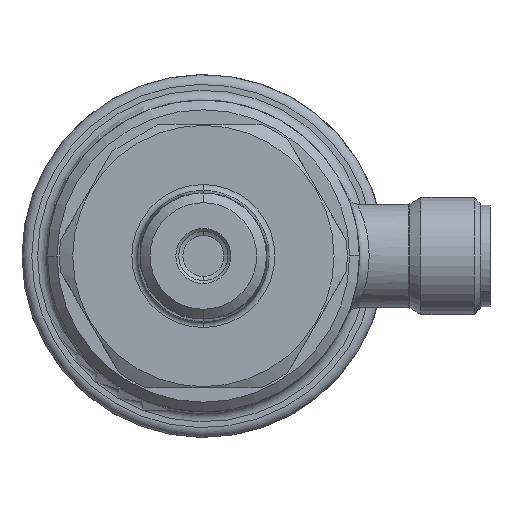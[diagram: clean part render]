
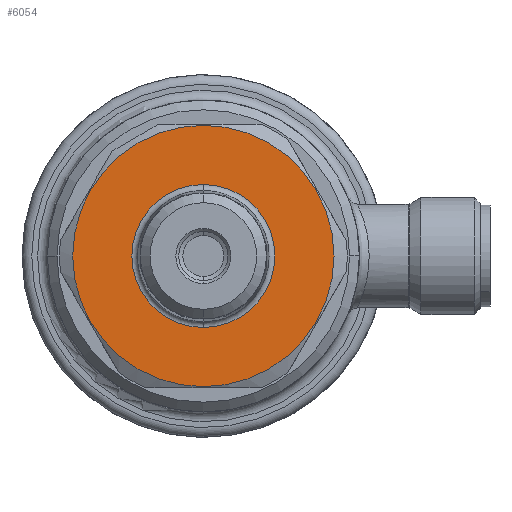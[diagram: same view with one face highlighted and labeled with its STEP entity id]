
A CAD part, front view. The second image highlights one B-rep face of the part: STEP entity #6054.
In plain terms, the highlighted face is planar.
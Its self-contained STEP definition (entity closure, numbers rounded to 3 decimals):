
#74 = VERTEX_POINT ( 'NONE', #5086 ) ;
#142 = CARTESIAN_POINT ( 'NONE',  ( 33.5, 0., -13.4 ) ) ;
#403 = DIRECTION ( 'NONE',  ( 0., 0., 1. ) ) ;
#534 = AXIS2_PLACEMENT_3D ( 'NONE', #7646, #5857, #2120 ) ;
#855 = EDGE_CURVE ( 'NONE', #2282, #6445, #6591, .T. ) ;
#1100 = DIRECTION ( 'NONE',  ( 0., 0., 1. ) ) ;
#1127 = CARTESIAN_POINT ( 'NONE',  ( 33.5, 0., 0. ) ) ;
#1332 = CARTESIAN_POINT ( 'NONE',  ( 33.5, 0., 0. ) ) ;
#1443 = PLANE ( 'NONE',  #534 ) ;
#1522 = EDGE_LOOP ( 'NONE', ( #7282, #4831 ) ) ;
#1935 = CIRCLE ( 'NONE', #2813, 7.333 ) ;
#2020 = DIRECTION ( 'NONE',  ( 0., 0., 1. ) ) ;
#2120 = DIRECTION ( 'NONE',  ( 0., 0., -1. ) ) ;
#2178 = AXIS2_PLACEMENT_3D ( 'NONE', #7884, #4233, #403 ) ;
#2282 = VERTEX_POINT ( 'NONE', #6981 ) ;
#2348 = VERTEX_POINT ( 'NONE', #142 ) ;
#2743 = FACE_BOUND ( 'NONE', #6739, .T. ) ;
#2813 = AXIS2_PLACEMENT_3D ( 'NONE', #5129, #3495, #7770 ) ;
#2885 = ORIENTED_EDGE ( 'NONE', *, *, #3749, .T. ) ;
#3495 = DIRECTION ( 'NONE',  ( -1., 0., 0. ) ) ;
#3749 = EDGE_CURVE ( 'NONE', #6445, #2282, #1935, .T. ) ;
#4047 = ORIENTED_EDGE ( 'NONE', *, *, #855, .T. ) ;
#4233 = DIRECTION ( 'NONE',  ( -1., 0., 0. ) ) ;
#4831 = ORIENTED_EDGE ( 'NONE', *, *, #7030, .F. ) ;
#4910 = AXIS2_PLACEMENT_3D ( 'NONE', #1332, #5755, #2020 ) ;
#5086 = CARTESIAN_POINT ( 'NONE',  ( 33.5, 0., 13.4 ) ) ;
#5129 = CARTESIAN_POINT ( 'NONE',  ( 33.5, 0., 0. ) ) ;
#5562 = DIRECTION ( 'NONE',  ( -1., 0., 0. ) ) ;
#5620 = CIRCLE ( 'NONE', #4910, 13.4 ) ;
#5755 = DIRECTION ( 'NONE',  ( -1., 0., 0. ) ) ;
#5857 = DIRECTION ( 'NONE',  ( 1., 0., 0. ) ) ;
#6054 = ADVANCED_FACE ( 'NONE', ( #2743, #7455 ), #1443, .T. ) ;
#6445 = VERTEX_POINT ( 'NONE', #7042 ) ;
#6591 = CIRCLE ( 'NONE', #7190, 7.333 ) ;
#6675 = CIRCLE ( 'NONE', #2178, 13.4 ) ;
#6739 = EDGE_LOOP ( 'NONE', ( #4047, #2885 ) ) ;
#6981 = CARTESIAN_POINT ( 'NONE',  ( 33.5, 0., 7.333 ) ) ;
#7030 = EDGE_CURVE ( 'NONE', #2348, #74, #6675, .T. ) ;
#7042 = CARTESIAN_POINT ( 'NONE',  ( 33.5, 0., -7.333 ) ) ;
#7190 = AXIS2_PLACEMENT_3D ( 'NONE', #1127, #5562, #1100 ) ;
#7282 = ORIENTED_EDGE ( 'NONE', *, *, #7973, .F. ) ;
#7455 = FACE_OUTER_BOUND ( 'NONE', #1522, .T. ) ;
#7646 = CARTESIAN_POINT ( 'NONE',  ( 33.5, 0., 0. ) ) ;
#7770 = DIRECTION ( 'NONE',  ( 0., 0., 1. ) ) ;
#7884 = CARTESIAN_POINT ( 'NONE',  ( 33.5, 0., 0. ) ) ;
#7973 = EDGE_CURVE ( 'NONE', #74, #2348, #5620, .T. ) ;
